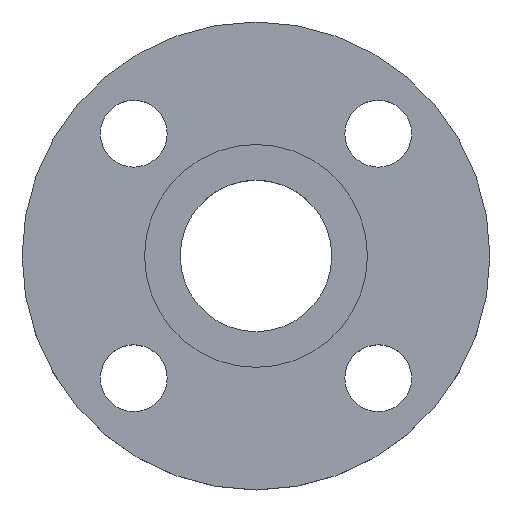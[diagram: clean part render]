
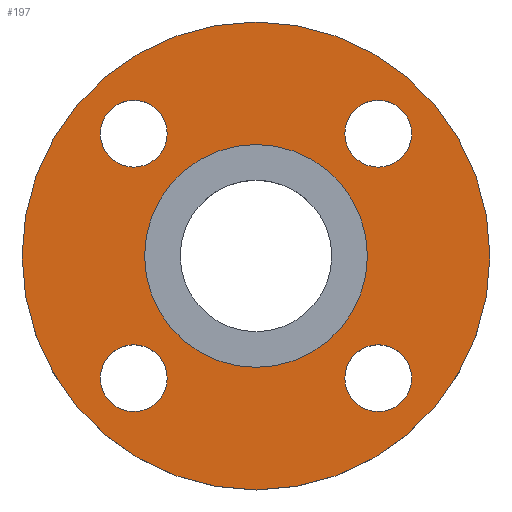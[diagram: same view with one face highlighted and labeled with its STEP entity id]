
A CAD part, top view. The second image highlights one B-rep face of the part: STEP entity #197.
In plain terms, the highlighted planar face has unit normal (0, 0, 1).
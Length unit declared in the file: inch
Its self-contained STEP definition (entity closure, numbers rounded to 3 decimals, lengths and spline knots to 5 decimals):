
#6 = CARTESIAN_POINT ( 'NONE',  ( -1.37179, 0.99679, -0.0625 ) ) ;
#36 = CARTESIAN_POINT ( 'NONE',  ( -1.37179, 1.37179, -0.0625 ) ) ;
#40 = VERTEX_POINT ( 'NONE', #202 ) ;
#44 = DIRECTION ( 'NONE',  ( 0., 1., 0. ) ) ;
#46 = DIRECTION ( 'NONE',  ( 1., 0., 0. ) ) ;
#51 = EDGE_LOOP ( 'NONE', ( #333, #556 ) ) ;
#57 = DIRECTION ( 'NONE',  ( 0., 0., -1. ) ) ;
#60 = AXIS2_PLACEMENT_3D ( 'NONE', #162, #702, #323 ) ;
#65 = ORIENTED_EDGE ( 'NONE', *, *, #292, .F. ) ;
#73 = CARTESIAN_POINT ( 'NONE',  ( 0., 0., -0.0625 ) ) ;
#74 = EDGE_CURVE ( 'NONE', #562, #405, #609, .T. ) ;
#75 = VERTEX_POINT ( 'NONE', #258 ) ;
#81 = DIRECTION ( 'NONE',  ( 1., 0., 0. ) ) ;
#82 = CIRCLE ( 'NONE', #357, 0.375 ) ;
#83 = CIRCLE ( 'NONE', #532, 0.375 ) ;
#86 = FACE_BOUND ( 'NONE', #603, .T. ) ;
#90 = CARTESIAN_POINT ( 'NONE',  ( 1.37179, -1.37179, -0.0625 ) ) ;
#98 = DIRECTION ( 'NONE',  ( -1., 0., 0. ) ) ;
#106 = CIRCLE ( 'NONE', #300, 0.375 ) ;
#111 = EDGE_CURVE ( 'NONE', #75, #365, #106, .T. ) ;
#115 = ORIENTED_EDGE ( 'NONE', *, *, #111, .F. ) ;
#116 = AXIS2_PLACEMENT_3D ( 'NONE', #521, #255, #44 ) ;
#117 = AXIS2_PLACEMENT_3D ( 'NONE', #675, #57, #672 ) ;
#122 = CARTESIAN_POINT ( 'NONE',  ( 1.25, 0., -0.0625 ) ) ;
#128 = CIRCLE ( 'NONE', #530, 0.375 ) ;
#133 = DIRECTION ( 'NONE',  ( 0., 0., 1. ) ) ;
#138 = FACE_BOUND ( 'NONE', #680, .T. ) ;
#140 = VERTEX_POINT ( 'NONE', #233 ) ;
#142 = FACE_BOUND ( 'NONE', #278, .T. ) ;
#155 = EDGE_CURVE ( 'NONE', #243, #318, #506, .T. ) ;
#162 = CARTESIAN_POINT ( 'NONE',  ( 0., 0., -0.0625 ) ) ;
#175 = EDGE_CURVE ( 'NONE', #365, #75, #430, .T. ) ;
#197 = ADVANCED_FACE ( 'NONE', ( #572, #624, #86, #138, #142, #201 ), #465, .T. ) ;
#201 = FACE_OUTER_BOUND ( 'NONE', #560, .T. ) ;
#202 = CARTESIAN_POINT ( 'NONE',  ( -2.625, 0., -0.0625 ) ) ;
#216 = ORIENTED_EDGE ( 'NONE', *, *, #407, .T. ) ;
#233 = CARTESIAN_POINT ( 'NONE',  ( 2.625, 0., -0.0625 ) ) ;
#236 = CARTESIAN_POINT ( 'NONE',  ( -1.25, 0., -0.0625 ) ) ;
#243 = VERTEX_POINT ( 'NONE', #415 ) ;
#251 = DIRECTION ( 'NONE',  ( 0., 0., 1. ) ) ;
#254 = DIRECTION ( 'NONE',  ( -1., 0., 0. ) ) ;
#255 = DIRECTION ( 'NONE',  ( 0., 0., 1. ) ) ;
#258 = CARTESIAN_POINT ( 'NONE',  ( -1.74679, -1.37179, -0.0625 ) ) ;
#262 = DIRECTION ( 'NONE',  ( 0., 0., 1. ) ) ;
#271 = CIRCLE ( 'NONE', #382, 2.625 ) ;
#278 = EDGE_LOOP ( 'NONE', ( #351, #595 ) ) ;
#282 = EDGE_CURVE ( 'NONE', #567, #399, #404, .T. ) ;
#284 = ORIENTED_EDGE ( 'NONE', *, *, #282, .F. ) ;
#285 = CARTESIAN_POINT ( 'NONE',  ( 1.74679, 1.37179, -0.0625 ) ) ;
#292 = EDGE_CURVE ( 'NONE', #405, #562, #82, .T. ) ;
#298 = DIRECTION ( 'NONE',  ( 0., -1., 0. ) ) ;
#300 = AXIS2_PLACEMENT_3D ( 'NONE', #428, #645, #98 ) ;
#303 = CARTESIAN_POINT ( 'NONE',  ( 1.37179, 1.37179, -0.0625 ) ) ;
#304 = DIRECTION ( 'NONE',  ( 0., 0., 1. ) ) ;
#311 = AXIS2_PLACEMENT_3D ( 'NONE', #73, #424, #359 ) ;
#314 = EDGE_CURVE ( 'NONE', #318, #243, #128, .T. ) ;
#318 = VERTEX_POINT ( 'NONE', #515 ) ;
#321 = CARTESIAN_POINT ( 'NONE',  ( 0., 0., -0.0625 ) ) ;
#323 = DIRECTION ( 'NONE',  ( 1., 0., 0. ) ) ;
#327 = CARTESIAN_POINT ( 'NONE',  ( -1.37179, 1.74679, -0.0625 ) ) ;
#333 = ORIENTED_EDGE ( 'NONE', *, *, #155, .F. ) ;
#339 = CARTESIAN_POINT ( 'NONE',  ( 1.37179, -1.37179, -0.0625 ) ) ;
#347 = DIRECTION ( 'NONE',  ( 1., 0., 0. ) ) ;
#351 = ORIENTED_EDGE ( 'NONE', *, *, #568, .T. ) ;
#356 = EDGE_LOOP ( 'NONE', ( #115, #656 ) ) ;
#357 = AXIS2_PLACEMENT_3D ( 'NONE', #36, #304, #511 ) ;
#359 = DIRECTION ( 'NONE',  ( 1., 0., 0. ) ) ;
#365 = VERTEX_POINT ( 'NONE', #372 ) ;
#370 = CIRCLE ( 'NONE', #60, 1.25 ) ;
#372 = CARTESIAN_POINT ( 'NONE',  ( -0.99679, -1.37179, -0.0625 ) ) ;
#382 = AXIS2_PLACEMENT_3D ( 'NONE', #321, #649, #46 ) ;
#389 = EDGE_CURVE ( 'NONE', #526, #570, #370, .T. ) ;
#393 = AXIS2_PLACEMENT_3D ( 'NONE', #339, #614, #559 ) ;
#399 = VERTEX_POINT ( 'NONE', #655 ) ;
#404 = CIRCLE ( 'NONE', #670, 0.375 ) ;
#405 = VERTEX_POINT ( 'NONE', #6 ) ;
#407 = EDGE_CURVE ( 'NONE', #40, #140, #271, .T. ) ;
#415 = CARTESIAN_POINT ( 'NONE',  ( 1.37179, -1.74679, -0.0625 ) ) ;
#424 = DIRECTION ( 'NONE',  ( 0., 0., 1. ) ) ;
#428 = CARTESIAN_POINT ( 'NONE',  ( -1.37179, -1.37179, -0.0625 ) ) ;
#430 = CIRCLE ( 'NONE', #542, 0.375 ) ;
#448 = CARTESIAN_POINT ( 'NONE',  ( -1.37179, -1.37179, -0.0625 ) ) ;
#465 = PLANE ( 'NONE',  #311 ) ;
#506 = CIRCLE ( 'NONE', #393, 0.375 ) ;
#510 = CARTESIAN_POINT ( 'NONE',  ( 0., 0., -0.0625 ) ) ;
#511 = DIRECTION ( 'NONE',  ( 0., 1., 0. ) ) ;
#512 = ORIENTED_EDGE ( 'NONE', *, *, #652, .F. ) ;
#515 = CARTESIAN_POINT ( 'NONE',  ( 1.37179, -0.99679, -0.0625 ) ) ;
#519 = DIRECTION ( 'NONE',  ( 0., 0., 1. ) ) ;
#521 = CARTESIAN_POINT ( 'NONE',  ( -1.37179, 1.37179, -0.0625 ) ) ;
#526 = VERTEX_POINT ( 'NONE', #236 ) ;
#530 = AXIS2_PLACEMENT_3D ( 'NONE', #90, #262, #298 ) ;
#532 = AXIS2_PLACEMENT_3D ( 'NONE', #303, #133, #81 ) ;
#542 = AXIS2_PLACEMENT_3D ( 'NONE', #448, #668, #254 ) ;
#552 = ORIENTED_EDGE ( 'NONE', *, *, #681, .T. ) ;
#554 = CIRCLE ( 'NONE', #117, 1.25 ) ;
#556 = ORIENTED_EDGE ( 'NONE', *, *, #314, .F. ) ;
#559 = DIRECTION ( 'NONE',  ( 0., -1., 0. ) ) ;
#560 = EDGE_LOOP ( 'NONE', ( #552, #216 ) ) ;
#562 = VERTEX_POINT ( 'NONE', #327 ) ;
#567 = VERTEX_POINT ( 'NONE', #285 ) ;
#568 = EDGE_CURVE ( 'NONE', #570, #526, #554, .T. ) ;
#570 = VERTEX_POINT ( 'NONE', #122 ) ;
#572 = FACE_BOUND ( 'NONE', #51, .T. ) ;
#579 = CARTESIAN_POINT ( 'NONE',  ( 1.37179, 1.37179, -0.0625 ) ) ;
#595 = ORIENTED_EDGE ( 'NONE', *, *, #389, .T. ) ;
#603 = EDGE_LOOP ( 'NONE', ( #661, #65 ) ) ;
#609 = CIRCLE ( 'NONE', #116, 0.375 ) ;
#614 = DIRECTION ( 'NONE',  ( 0., 0., 1. ) ) ;
#624 = FACE_BOUND ( 'NONE', #356, .T. ) ;
#645 = DIRECTION ( 'NONE',  ( 0., 0., 1. ) ) ;
#647 = CIRCLE ( 'NONE', #679, 2.625 ) ;
#649 = DIRECTION ( 'NONE',  ( 0., 0., 1. ) ) ;
#652 = EDGE_CURVE ( 'NONE', #399, #567, #83, .T. ) ;
#655 = CARTESIAN_POINT ( 'NONE',  ( 0.99679, 1.37179, -0.0625 ) ) ;
#656 = ORIENTED_EDGE ( 'NONE', *, *, #175, .F. ) ;
#661 = ORIENTED_EDGE ( 'NONE', *, *, #74, .F. ) ;
#668 = DIRECTION ( 'NONE',  ( 0., 0., 1. ) ) ;
#670 = AXIS2_PLACEMENT_3D ( 'NONE', #579, #251, #684 ) ;
#672 = DIRECTION ( 'NONE',  ( 1., 0., 0. ) ) ;
#675 = CARTESIAN_POINT ( 'NONE',  ( 0., 0., -0.0625 ) ) ;
#679 = AXIS2_PLACEMENT_3D ( 'NONE', #510, #519, #347 ) ;
#680 = EDGE_LOOP ( 'NONE', ( #284, #512 ) ) ;
#681 = EDGE_CURVE ( 'NONE', #140, #40, #647, .T. ) ;
#684 = DIRECTION ( 'NONE',  ( 1., 0., 0. ) ) ;
#702 = DIRECTION ( 'NONE',  ( 0., 0., -1. ) ) ;
